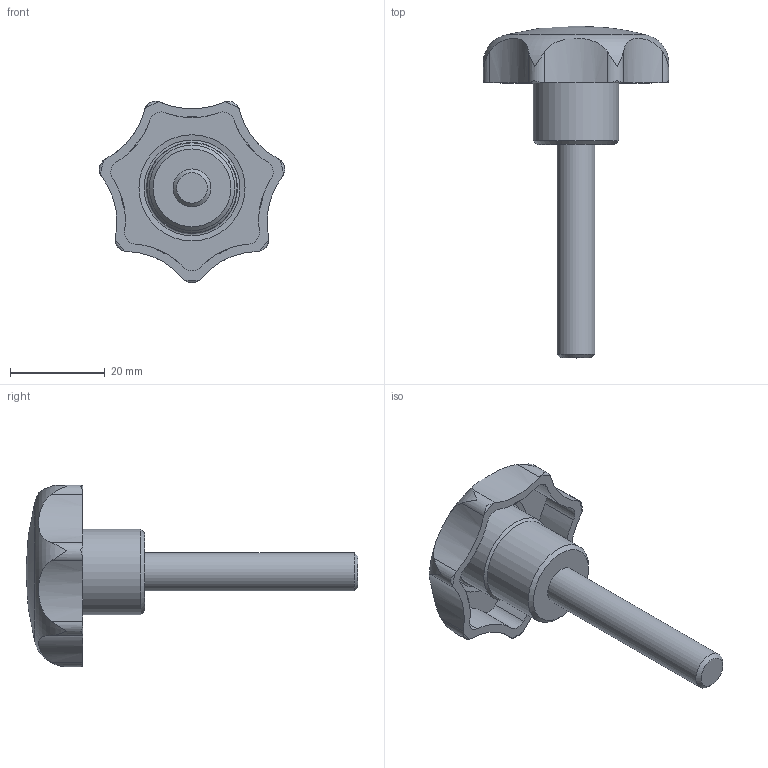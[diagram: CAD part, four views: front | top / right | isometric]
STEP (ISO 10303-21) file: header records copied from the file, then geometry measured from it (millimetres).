
FILE_DESCRIPTION( ( 'STEP AP214' ), '1' );
FILE_NAME( 'K0155.4081X45_schwarz.stp', '2020-11-26T09:01:23', ( '' ), ( '' ), ' ', 'PARTsolutions', ' ' );
FILE_SCHEMA( ( 'AUTOMOTIVE_DESIGN { 1 0 10303 214 1 1 1 1 }' ) );
Length unit declared in the file: millimetre
Products named in the file (1): _K0155.4081X45_schwarz
Bounding box: 39.12 x 70 x 38.26 mm (x, y, z)
Volume: 11817.8 mm3; surface area: 6339.7 mm2
Topology: 1 solids, 1 shells, 57 faces, 166 edges, 114 vertices
Faces by surface type: cylinder 31, torus 16, plane 5, cone 3, sphere 2
Full cylindrical faces by diameter (mm): 8 x1, 18 x1, 19 x1
Entity records: 2750 total; most frequent: CARTESIAN_POINT 823, DIRECTION 308, ORIENTED_EDGE 304, EDGE_CURVE 152, AXIS2_PLACEMENT_3D 140, VERTEX_POINT 111, CIRCLE 82, EDGE_LOOP 70
